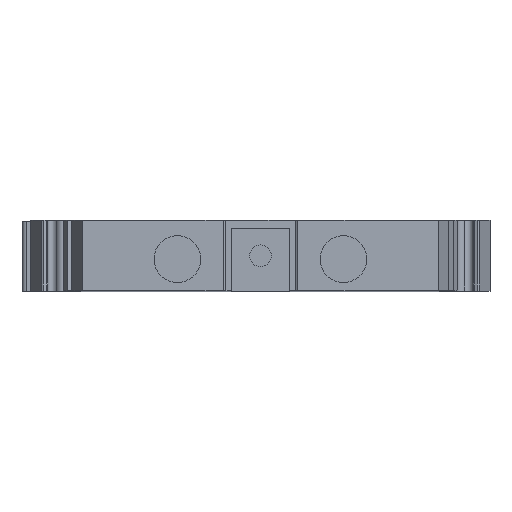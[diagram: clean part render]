
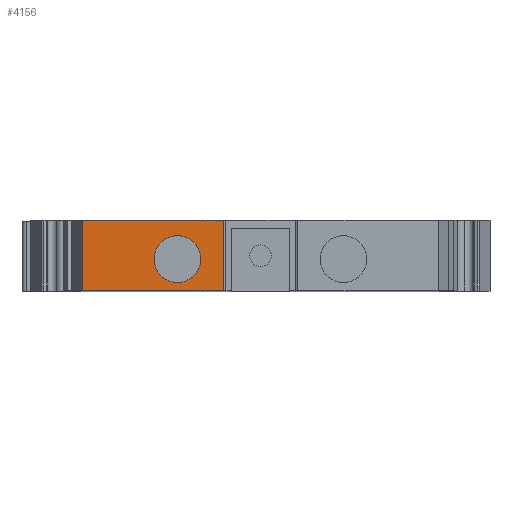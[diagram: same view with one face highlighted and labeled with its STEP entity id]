
A CAD part, top view. The second image highlights one B-rep face of the part: STEP entity #4156.
In plain terms, the highlighted planar face has unit normal (0, 0, 1).
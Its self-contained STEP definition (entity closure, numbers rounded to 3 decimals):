
#118=CIRCLE('',#4375,2.65);
#498=ORIENTED_EDGE('',*,*,#1309,.T.);
#499=ORIENTED_EDGE('',*,*,#1310,.T.);
#500=ORIENTED_EDGE('',*,*,#1226,.T.);
#501=ORIENTED_EDGE('',*,*,#1182,.F.);
#502=ORIENTED_EDGE('',*,*,#1308,.F.);
#1182=EDGE_CURVE('',#1634,#1635,#1899,.T.);
#1226=EDGE_CURVE('',#1667,#1635,#1939,.F.);
#1308=EDGE_CURVE('',#1710,#1634,#2009,.T.);
#1309=EDGE_CURVE('',#1711,#1711,#118,.T.);
#1310=EDGE_CURVE('',#1710,#1667,#2010,.T.);
#1634=VERTEX_POINT('',#5626);
#1635=VERTEX_POINT('',#5628);
#1667=VERTEX_POINT('',#5717);
#1710=VERTEX_POINT('',#5878);
#1711=VERTEX_POINT('',#5882);
#1899=LINE('',#5627,#2264);
#1939=LINE('',#5716,#2304);
#2009=LINE('',#5879,#2374);
#2010=LINE('',#5883,#2375);
#2264=VECTOR('',#4684,1000.);
#2304=VECTOR('',#4758,1000.);
#2374=VECTOR('',#4926,1000.);
#2375=VECTOR('',#4931,1000.);
#2596=EDGE_LOOP('',(#498));
#2597=EDGE_LOOP('',(#499,#500,#501,#502));
#2761=FACE_BOUND('',#2596,.T.);
#2762=FACE_BOUND('',#2597,.T.);
#2913=PLANE('',#4374);
#4156=ADVANCED_FACE('',(#2761,#2762),#2913,.T.);
#4374=AXIS2_PLACEMENT_3D('',#5880,#4927,#4928);
#4375=AXIS2_PLACEMENT_3D('',#5881,#4929,#4930);
#4684=DIRECTION('',(1.,0.,0.));
#4758=DIRECTION('',(0.,-1.,0.));
#4926=DIRECTION('',(0.,1.,0.));
#4927=DIRECTION('',(0.,0.,1.));
#4928=DIRECTION('',(1.,0.,0.));
#4929=DIRECTION('',(0.,0.,-1.));
#4930=DIRECTION('',(1.,0.,0.));
#4931=DIRECTION('',(1.,0.,0.));
#5626=CARTESIAN_POINT('',(-20.175,0.,29.3));
#5627=CARTESIAN_POINT('',(-20.175,0.,29.3));
#5628=CARTESIAN_POINT('',(-4.225,0.,29.3));
#5716=CARTESIAN_POINT('',(-4.225,-8.,29.3));
#5717=CARTESIAN_POINT('',(-4.225,-8.,29.3));
#5878=CARTESIAN_POINT('',(-20.175,-8.,29.3));
#5879=CARTESIAN_POINT('',(-20.175,-8.,29.3));
#5880=CARTESIAN_POINT('',(-20.175,-8.,29.3));
#5881=CARTESIAN_POINT('',(-9.4,-4.4,29.3));
#5882=CARTESIAN_POINT('',(-6.75,-4.4,29.3));
#5883=CARTESIAN_POINT('',(-20.175,-8.,29.3));
